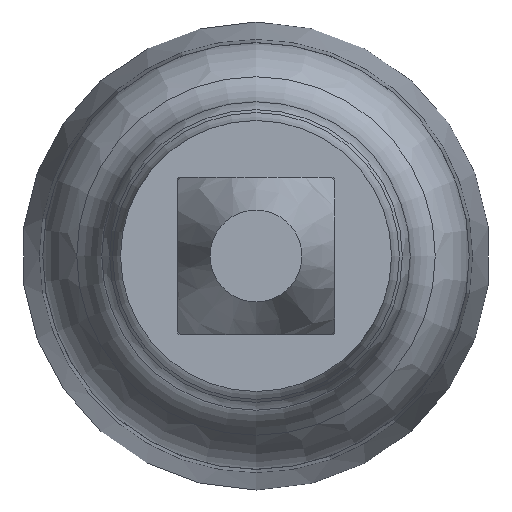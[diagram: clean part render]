
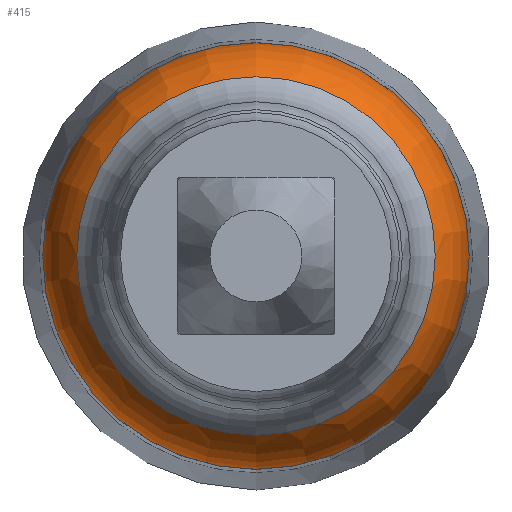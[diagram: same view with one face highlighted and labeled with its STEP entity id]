
A CAD part, left-side view. The second image highlights one B-rep face of the part: STEP entity #415.
In plain terms, the highlighted toroidal (fillet/blend) face has major radius 0.343 mm and minor radius 0.483 mm.
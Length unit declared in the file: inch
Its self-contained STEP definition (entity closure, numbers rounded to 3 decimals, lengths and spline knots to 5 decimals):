
#77 = DIRECTION ( 'NONE',  ( -1., 0., 0. ) ) ;
#118 = ORIENTED_EDGE ( 'NONE', *, *, #1123, .T. ) ;
#200 = FACE_OUTER_BOUND ( 'NONE', #371, .T. ) ;
#252 = AXIS2_PLACEMENT_3D ( 'NONE', #396, #489, #864 ) ;
#360 = DIRECTION ( 'NONE',  ( 0., 0., 1. ) ) ;
#370 = VERTEX_POINT ( 'NONE', #642 ) ;
#371 = EDGE_LOOP ( 'NONE', ( #956 ) ) ;
#396 = CARTESIAN_POINT ( 'NONE',  ( 0.11464, 0., 0. ) ) ;
#415 = ADVANCED_FACE ( 'NONE', ( #200, #931 ), #557, .T. ) ;
#470 = CIRCLE ( 'NONE', #568, 0.02732 ) ;
#489 = DIRECTION ( 'NONE',  ( -1., 0., 0. ) ) ;
#498 = CARTESIAN_POINT ( 'NONE',  ( 0.10161, 0., 0. ) ) ;
#557 = TOROIDAL_SURFACE ( 'NONE', #734, 0.0135, 0.019 ) ;
#568 = AXIS2_PLACEMENT_3D ( 'NONE', #498, #77, #360 ) ;
#631 = CARTESIAN_POINT ( 'NONE',  ( 0.11465, 0., 0. ) ) ;
#642 = CARTESIAN_POINT ( 'NONE',  ( 0.11464, 0., 0.0325 ) ) ;
#649 = EDGE_LOOP ( 'NONE', ( #118 ) ) ;
#734 = AXIS2_PLACEMENT_3D ( 'NONE', #631, #1104, #1001 ) ;
#787 = CIRCLE ( 'NONE', #252, 0.0325 ) ;
#864 = DIRECTION ( 'NONE',  ( 0., 0., 1. ) ) ;
#900 = EDGE_CURVE ( 'NONE', #1101, #1101, #470, .T. ) ;
#931 = FACE_OUTER_BOUND ( 'NONE', #649, .T. ) ;
#932 = CARTESIAN_POINT ( 'NONE',  ( 0.10161, 0., 0.02732 ) ) ;
#956 = ORIENTED_EDGE ( 'NONE', *, *, #900, .F. ) ;
#1001 = DIRECTION ( 'NONE',  ( 0., 0., 1. ) ) ;
#1101 = VERTEX_POINT ( 'NONE', #932 ) ;
#1104 = DIRECTION ( 'NONE',  ( -1., 0., 0. ) ) ;
#1123 = EDGE_CURVE ( 'NONE', #370, #370, #787, .T. ) ;
